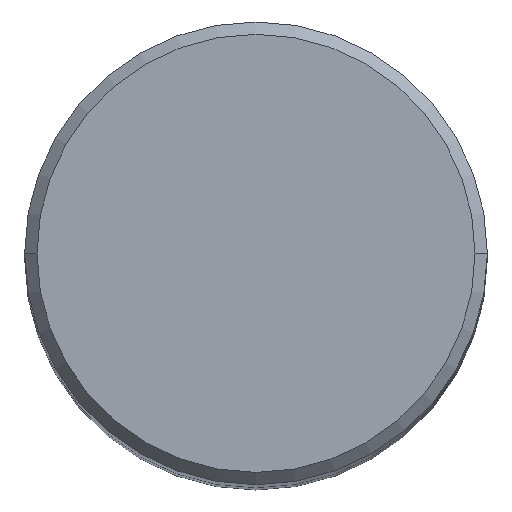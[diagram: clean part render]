
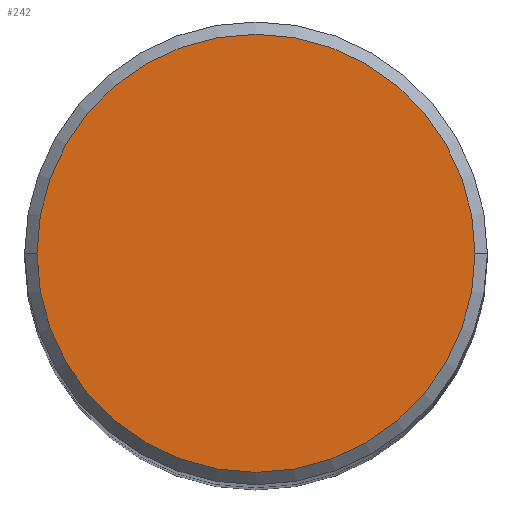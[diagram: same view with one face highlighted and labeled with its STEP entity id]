
A CAD part, top view. The second image highlights one B-rep face of the part: STEP entity #242.
In plain terms, the highlighted planar face has unit normal (0, 0, 1).
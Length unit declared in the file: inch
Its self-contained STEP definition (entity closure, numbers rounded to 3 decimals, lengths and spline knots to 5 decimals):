
#2 = CARTESIAN_POINT ( 'NONE',  ( 0., 0., 0. ) ) ;
#4 = AXIS2_PLACEMENT_3D ( 'NONE', #120, #198, #76 ) ;
#12 = DIRECTION ( 'NONE',  ( 0., 0., 1. ) ) ;
#38 = FACE_OUTER_BOUND ( 'NONE', #135, .T. ) ;
#76 = DIRECTION ( 'NONE',  ( -1., 0., 0. ) ) ;
#119 = DIRECTION ( 'NONE',  ( 1., 0., 0. ) ) ;
#120 = CARTESIAN_POINT ( 'NONE',  ( 0., 0.355, 0. ) ) ;
#128 = CARTESIAN_POINT ( 'NONE',  ( 0., 0., 0. ) ) ;
#135 = EDGE_LOOP ( 'NONE', ( #225, #316 ) ) ;
#138 = AXIS2_PLACEMENT_3D ( 'NONE', #128, #317, #119 ) ;
#159 = EDGE_CURVE ( 'NONE', #490, #429, #324, .T. ) ;
#198 = DIRECTION ( 'NONE',  ( 0., 0., -1. ) ) ;
#200 = PLANE ( 'NONE',  #4 ) ;
#225 = ORIENTED_EDGE ( 'NONE', *, *, #159, .T. ) ;
#242 = ADVANCED_FACE ( 'NONE', ( #38 ), #200, .F. ) ;
#252 = CARTESIAN_POINT ( 'NONE',  ( -0.355, 0., 0. ) ) ;
#267 = CIRCLE ( 'NONE', #297, 0.355 ) ;
#277 = EDGE_CURVE ( 'NONE', #429, #490, #267, .T. ) ;
#297 = AXIS2_PLACEMENT_3D ( 'NONE', #2, #12, #323 ) ;
#316 = ORIENTED_EDGE ( 'NONE', *, *, #277, .T. ) ;
#317 = DIRECTION ( 'NONE',  ( 0., 0., 1. ) ) ;
#323 = DIRECTION ( 'NONE',  ( 1., 0., 0. ) ) ;
#324 = CIRCLE ( 'NONE', #138, 0.355 ) ;
#397 = CARTESIAN_POINT ( 'NONE',  ( 0.355, 0., 0. ) ) ;
#429 = VERTEX_POINT ( 'NONE', #397 ) ;
#490 = VERTEX_POINT ( 'NONE', #252 ) ;
